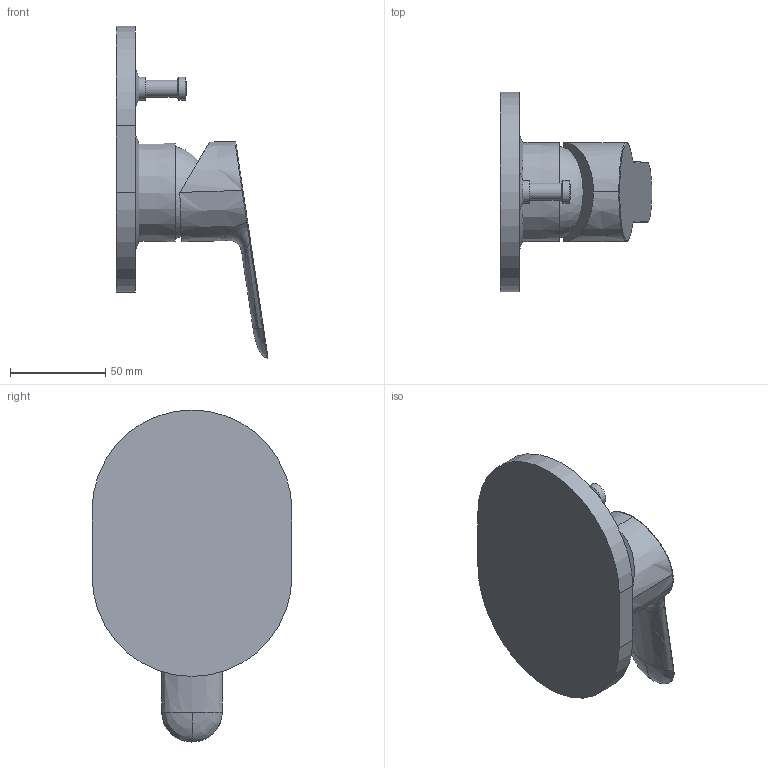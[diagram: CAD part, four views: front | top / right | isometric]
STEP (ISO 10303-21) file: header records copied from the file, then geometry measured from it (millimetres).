
FILE_DESCRIPTION(/* description */ ('Unknown'),/* implementation_level */ '2;1');
FILE_NAME(/* name */ '29039000',/* time_stamp */ '2022-09-01T16:10:25+02:00',/* author */ ('Unknown'),/* organization */ ('GROHE AG'),/* preprocessor_version */ 'ST-DEVELOPER v16.7',/* originating_system */ 'DEX',/* authorisation */ $);
FILE_SCHEMA (('AUTOMOTIVE_DESIGN {1 0 10303 214 3 1 1}'));
Length unit declared in the file: millimetre
Products named in the file (4): 29039000; id47; face1
Assembly tree (3 placements, depth 2):
  29039000
    29039000
    id47
    face1
Bounding box: 79.72 x 105 x 174.47 mm (x, y, z)
Volume: 123340.1 mm3; surface area: 51930.2 mm2
Topology: 1 solids, 7 shells, 43 faces, 107 edges, 67 vertices
Faces by surface type: bspline 19, plane 9, cylinder 9, cone 4, sphere 2
Full cylindrical faces by diameter (mm): 9 x1, 12 x2, 20 x1, 60 x1
Entity records: 3834 total; most frequent: CARTESIAN_POINT 2927, ORIENTED_EDGE 161, DIRECTION 107, EDGE_CURVE 92, VERTEX_POINT 63, B_SPLINE_CURVE_WITH_KNOTS 60, EDGE_LOOP 53, FACE_BOUND 53
